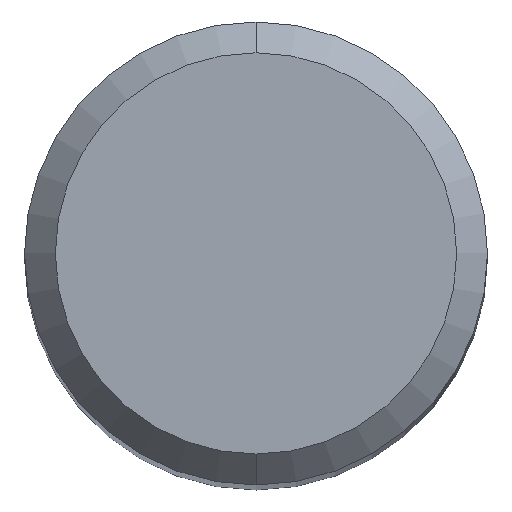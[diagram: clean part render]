
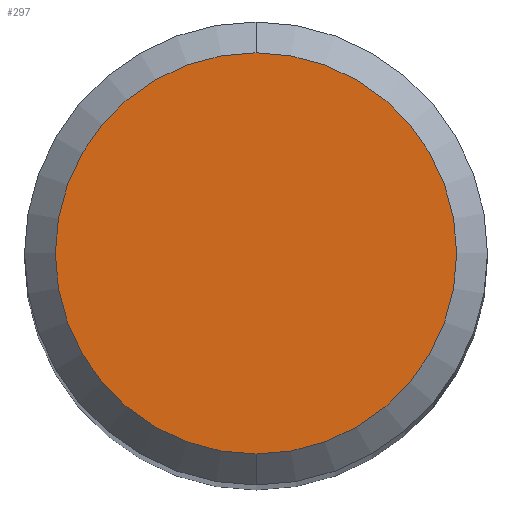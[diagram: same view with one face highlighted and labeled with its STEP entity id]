
A CAD part, top view. The second image highlights one B-rep face of the part: STEP entity #297.
In plain terms, the highlighted planar face has unit normal (0, 0, 1).
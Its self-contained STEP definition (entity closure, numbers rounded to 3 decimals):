
#205=EDGE_CURVE('',#273,#311,#516,.T.);
#273=VERTEX_POINT('',#593);
#297=ADVANCED_FACE('',(#619),#620,.T.);
#311=VERTEX_POINT('',#634);
#433=EDGE_CURVE('',#311,#273,#765,.T.);
#516=CIRCLE('',#873,2.6);
#593=CARTESIAN_POINT('',(0.0,2.6,0.0));
#619=FACE_OUTER_BOUND('',#1120,.T.);
#620=PLANE('',#1121);
#634=CARTESIAN_POINT('',(0.,-2.6,0.0));
#765=CIRCLE('',#1392,2.6);
#873=AXIS2_PLACEMENT_3D('',#1487,#1488,#1489);
#1120=EDGE_LOOP('',(#1625,#1626));
#1121=AXIS2_PLACEMENT_3D('',#1627,#1628,#1629);
#1392=AXIS2_PLACEMENT_3D('',#1752,#1753,#1754);
#1487=CARTESIAN_POINT('',(0.0,0.0,0.0));
#1488=DIRECTION('',(0.0,0.0,-1.0));
#1489=DIRECTION('',(0.0,1.0,0.0));
#1625=ORIENTED_EDGE('',*,*,#205,.F.);
#1626=ORIENTED_EDGE('',*,*,#433,.F.);
#1627=CARTESIAN_POINT('',(0.0,1.3,0.0));
#1628=DIRECTION('',(-0.0,0.0,1.0));
#1629=DIRECTION('',(0.0,-1.0,0.0));
#1752=CARTESIAN_POINT('',(0.0,0.0,0.0));
#1753=DIRECTION('',(0.0,0.0,-1.0));
#1754=DIRECTION('',(0.0,1.0,0.0));
